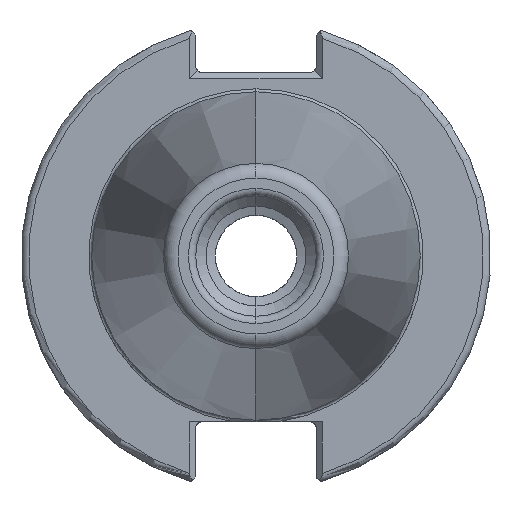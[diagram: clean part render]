
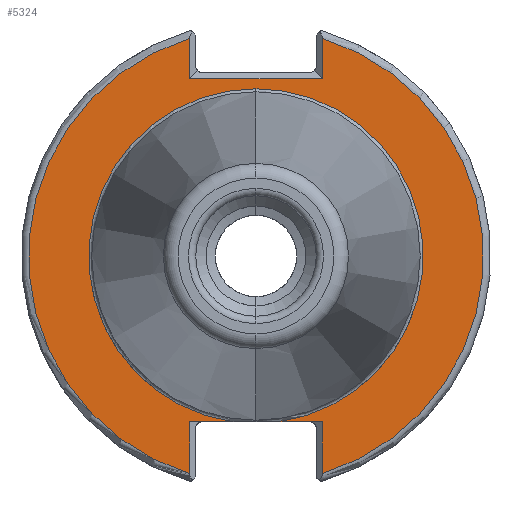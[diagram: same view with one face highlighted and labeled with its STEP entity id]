
A CAD part, left-side view. The second image highlights one B-rep face of the part: STEP entity #5324.
In plain terms, the highlighted planar face has unit normal (-1, 0, 0).
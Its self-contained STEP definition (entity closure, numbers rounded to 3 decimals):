
#100 = VECTOR ( 'NONE', #1992, 1000. ) ;
#154 = ORIENTED_EDGE ( 'NONE', *, *, #1803, .T. ) ;
#158 = VECTOR ( 'NONE', #3546, 1000. ) ;
#329 = CARTESIAN_POINT ( 'NONE',  ( -76.82, -8.99, 24.8 ) ) ;
#335 = CIRCLE ( 'NONE', #2610, 22.625 ) ;
#377 = CARTESIAN_POINT ( 'NONE',  ( -76.82, 0., 0. ) ) ;
#429 = CARTESIAN_POINT ( 'NONE',  ( -76.82, -8.99, -29.433 ) ) ;
#441 = ORIENTED_EDGE ( 'NONE', *, *, #5220, .T. ) ;
#603 = LINE ( 'NONE', #329, #5063 ) ;
#626 = ORIENTED_EDGE ( 'NONE', *, *, #4940, .T. ) ;
#682 = DIRECTION ( 'NONE',  ( -1., 0., 0. ) ) ;
#702 = DIRECTION ( 'NONE',  ( 0., 1., 0. ) ) ;
#923 = AXIS2_PLACEMENT_3D ( 'NONE', #2602, #2532, #2549 ) ;
#1013 = ORIENTED_EDGE ( 'NONE', *, *, #2940, .T. ) ;
#1135 = CARTESIAN_POINT ( 'NONE',  ( -76.82, 8.99, -22.41 ) ) ;
#1136 = ORIENTED_EDGE ( 'NONE', *, *, #3217, .T. ) ;
#1220 = EDGE_CURVE ( 'NONE', #2428, #2088, #2799, .T. ) ;
#1262 = CARTESIAN_POINT ( 'NONE',  ( -76.82, -8.99, 0. ) ) ;
#1282 = CARTESIAN_POINT ( 'NONE',  ( -76.82, 8.99, 29.433 ) ) ;
#1378 = LINE ( 'NONE', #1739, #158 ) ;
#1433 = ORIENTED_EDGE ( 'NONE', *, *, #3302, .F. ) ;
#1739 = CARTESIAN_POINT ( 'NONE',  ( -76.82, 8.99, 0. ) ) ;
#1803 = EDGE_CURVE ( 'NONE', #4692, #2428, #603, .T. ) ;
#1884 = DIRECTION ( 'NONE',  ( 0., -1., 0. ) ) ;
#1917 = DIRECTION ( 'NONE',  ( 0., 0., -1. ) ) ;
#1920 = EDGE_CURVE ( 'NONE', #4033, #4656, #335, .T. ) ;
#1992 = DIRECTION ( 'NONE',  ( 0., -1., 0. ) ) ;
#2046 = FACE_OUTER_BOUND ( 'NONE', #3125, .T. ) ;
#2062 = VECTOR ( 'NONE', #2064, 1000. ) ;
#2064 = DIRECTION ( 'NONE',  ( 0., 0., -1. ) ) ;
#2088 = VERTEX_POINT ( 'NONE', #5344 ) ;
#2361 = CARTESIAN_POINT ( 'NONE',  ( -76.82, 0., 0. ) ) ;
#2378 = DIRECTION ( 'NONE',  ( 1., 0., 0. ) ) ;
#2379 = DIRECTION ( 'NONE',  ( 0., 0., -1. ) ) ;
#2382 = EDGE_CURVE ( 'NONE', #2750, #4692, #5185, .T. ) ;
#2428 = VERTEX_POINT ( 'NONE', #3956 ) ;
#2532 = DIRECTION ( 'NONE',  ( -1., 0., 0. ) ) ;
#2549 = DIRECTION ( 'NONE',  ( 0., 0., -1. ) ) ;
#2588 = VERTEX_POINT ( 'NONE', #4324 ) ;
#2602 = CARTESIAN_POINT ( 'NONE',  ( -76.82, 0., 0. ) ) ;
#2610 = AXIS2_PLACEMENT_3D ( 'NONE', #3365, #4187, #3442 ) ;
#2712 = CIRCLE ( 'NONE', #3249, 30.775 ) ;
#2750 = VERTEX_POINT ( 'NONE', #429 ) ;
#2799 = LINE ( 'NONE', #4731, #3815 ) ;
#2940 = EDGE_CURVE ( 'NONE', #3702, #2750, #4334, .T. ) ;
#3002 = CARTESIAN_POINT ( 'NONE',  ( -76.82, 8.99, -29.433 ) ) ;
#3123 = CARTESIAN_POINT ( 'NONE',  ( -76.82, 8.99, 30.701 ) ) ;
#3125 = EDGE_LOOP ( 'NONE', ( #441, #626, #4486, #5323, #1433, #3838, #1136, #1013, #4074, #154, #4835 ) ) ;
#3195 = CARTESIAN_POINT ( 'NONE',  ( -76.82, -3.112, -22.41 ) ) ;
#3217 = EDGE_CURVE ( 'NONE', #4033, #3702, #3394, .T. ) ;
#3249 = AXIS2_PLACEMENT_3D ( 'NONE', #3710, #4139, #2379 ) ;
#3302 = EDGE_CURVE ( 'NONE', #4656, #2588, #4123, .T. ) ;
#3365 = CARTESIAN_POINT ( 'NONE',  ( -76.82, 0., 0. ) ) ;
#3394 = LINE ( 'NONE', #4868, #5515 ) ;
#3442 = DIRECTION ( 'NONE',  ( 0., 0., 1. ) ) ;
#3504 = AXIS2_PLACEMENT_3D ( 'NONE', #377, #682, #4132 ) ;
#3546 = DIRECTION ( 'NONE',  ( 0., 0., 1. ) ) ;
#3550 = DIRECTION ( 'NONE',  ( 0., 0., 1. ) ) ;
#3562 = VERTEX_POINT ( 'NONE', #1135 ) ;
#3702 = VERTEX_POINT ( 'NONE', #3863 ) ;
#3710 = CARTESIAN_POINT ( 'NONE',  ( -76.82, 0., 0. ) ) ;
#3815 = VECTOR ( 'NONE', #702, 1000. ) ;
#3838 = ORIENTED_EDGE ( 'NONE', *, *, #1920, .F. ) ;
#3863 = CARTESIAN_POINT ( 'NONE',  ( -76.82, -8.99, -22.41 ) ) ;
#3950 = VERTEX_POINT ( 'NONE', #3002 ) ;
#3956 = CARTESIAN_POINT ( 'NONE',  ( -76.82, -8.99, 24. ) ) ;
#4033 = VERTEX_POINT ( 'NONE', #3195 ) ;
#4065 = PLANE ( 'NONE',  #4386 ) ;
#4074 = ORIENTED_EDGE ( 'NONE', *, *, #2382, .T. ) ;
#4123 = CIRCLE ( 'NONE', #3504, 22.625 ) ;
#4132 = DIRECTION ( 'NONE',  ( 0., 0., 1. ) ) ;
#4139 = DIRECTION ( 'NONE',  ( -1., 0., 0. ) ) ;
#4187 = DIRECTION ( 'NONE',  ( -1., 0., 0. ) ) ;
#4318 = LINE ( 'NONE', #3123, #5291 ) ;
#4324 = CARTESIAN_POINT ( 'NONE',  ( -76.82, 3.112, -22.41 ) ) ;
#4334 = LINE ( 'NONE', #1262, #2062 ) ;
#4378 = EDGE_CURVE ( 'NONE', #3562, #2588, #4449, .T. ) ;
#4386 = AXIS2_PLACEMENT_3D ( 'NONE', #2361, #2378, #5327 ) ;
#4449 = LINE ( 'NONE', #5416, #100 ) ;
#4486 = ORIENTED_EDGE ( 'NONE', *, *, #4663, .T. ) ;
#4627 = VERTEX_POINT ( 'NONE', #1282 ) ;
#4656 = VERTEX_POINT ( 'NONE', #5564 ) ;
#4663 = EDGE_CURVE ( 'NONE', #3950, #3562, #1378, .T. ) ;
#4692 = VERTEX_POINT ( 'NONE', #5226 ) ;
#4731 = CARTESIAN_POINT ( 'NONE',  ( -76.82, 0., 24. ) ) ;
#4835 = ORIENTED_EDGE ( 'NONE', *, *, #1220, .T. ) ;
#4868 = CARTESIAN_POINT ( 'NONE',  ( -76.82, -8.19, -22.41 ) ) ;
#4940 = EDGE_CURVE ( 'NONE', #4627, #3950, #2712, .T. ) ;
#5063 = VECTOR ( 'NONE', #1917, 1000. ) ;
#5185 = CIRCLE ( 'NONE', #923, 30.775 ) ;
#5220 = EDGE_CURVE ( 'NONE', #2088, #4627, #4318, .T. ) ;
#5226 = CARTESIAN_POINT ( 'NONE',  ( -76.82, -8.99, 29.433 ) ) ;
#5291 = VECTOR ( 'NONE', #3550, 1000. ) ;
#5323 = ORIENTED_EDGE ( 'NONE', *, *, #4378, .T. ) ;
#5324 = ADVANCED_FACE ( 'NONE', ( #2046 ), #4065, .F. ) ;
#5327 = DIRECTION ( 'NONE',  ( 0., 0., -1. ) ) ;
#5344 = CARTESIAN_POINT ( 'NONE',  ( -76.82, 8.99, 24. ) ) ;
#5416 = CARTESIAN_POINT ( 'NONE',  ( -76.82, -8.19, -22.41 ) ) ;
#5515 = VECTOR ( 'NONE', #1884, 1000. ) ;
#5564 = CARTESIAN_POINT ( 'NONE',  ( -76.82, 0., 22.625 ) ) ;
